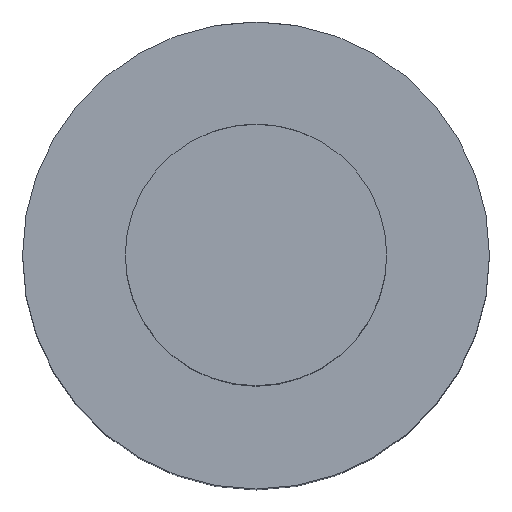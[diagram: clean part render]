
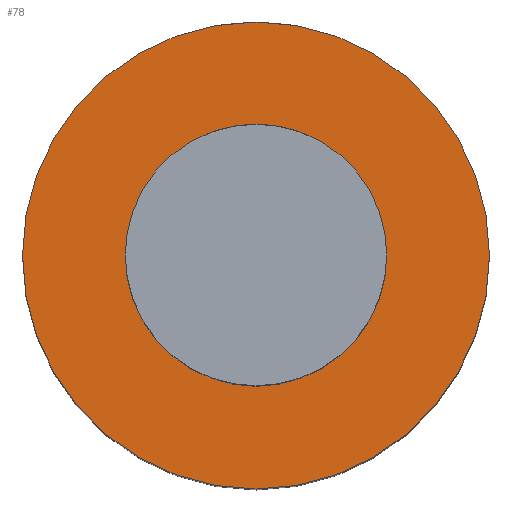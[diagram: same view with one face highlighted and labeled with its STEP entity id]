
A CAD part, top view. The second image highlights one B-rep face of the part: STEP entity #78.
In plain terms, the highlighted planar face has unit normal (0, 0, 1).
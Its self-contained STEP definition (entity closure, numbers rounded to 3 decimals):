
#61=EDGE_CURVE('240[2]',#144,#144,#145,.T.);
#78=ADVANCED_FACE('240[2]',(#171,#172),#173,.T.);
#89=EDGE_CURVE('240[2]',#188,#188,#189,.T.);
#144=VERTEX_POINT('',#248);
#145=CIRCLE('',#249,14.0);
#171=FACE_BOUND('',#281,.T.);
#172=FACE_OUTER_BOUND('',#282,.T.);
#173=PLANE('',#283);
#188=VERTEX_POINT('',#370);
#189=CIRCLE('',#371,25.0);
#248=CARTESIAN_POINT('',(14.0,0.0,0.0));
#249=AXIS2_PLACEMENT_3D('',#558,#559,#560);
#281=EDGE_LOOP('',(#591));
#282=EDGE_LOOP('',(#592));
#283=AXIS2_PLACEMENT_3D('',#593,#594,#595);
#370=CARTESIAN_POINT('',(0.,25.0,0.));
#371=AXIS2_PLACEMENT_3D('',#604,#605,#606);
#558=CARTESIAN_POINT('',(0.0,0.0,0.));
#559=DIRECTION('',(0.,0.,-1.0));
#560=DIRECTION('',(1.0,0.,0.));
#591=ORIENTED_EDGE('',*,*,#61,.T.);
#592=ORIENTED_EDGE('',*,*,#89,.F.);
#593=CARTESIAN_POINT('',(0.,12.5,0.));
#594=DIRECTION('',(0.,0.,1.0));
#595=DIRECTION('',(1.0,0.,0.0));
#604=CARTESIAN_POINT('',(0.0,0.0,0.0));
#605=DIRECTION('',(0.,0.,-1.0));
#606=DIRECTION('',(0.,1.0,0.));
